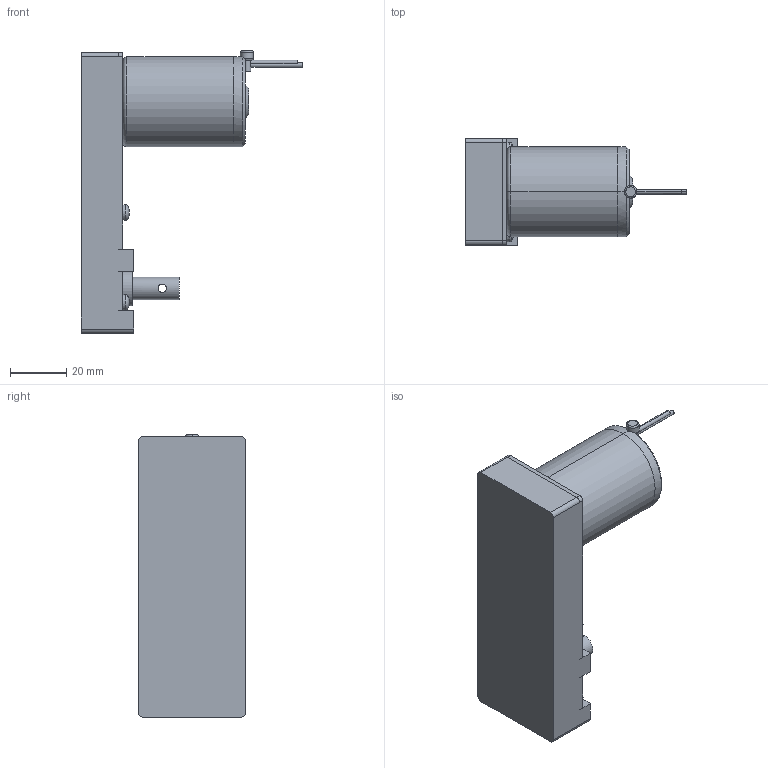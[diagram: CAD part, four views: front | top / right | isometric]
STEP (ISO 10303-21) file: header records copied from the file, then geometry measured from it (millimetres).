
FILE_DESCRIPTION(('starvars output'),'2;1');
FILE_NAME('33bl.stp','14:20:26 2014/09/10',( 'Thomas Industrial Network Germany GmbH'),( 'Thomas Industrial Network Germany GmbH'),'unknown preprocess','ACIS' ,'unknown authorization');
FILE_SCHEMA(('AUTOMOTIVE_DESIGN_CC2 {UNKNOWN IMPLEMENTATION LEVEL}'));
Length unit declared in the file: millimetre
Products named in the file (1): PRODUCT_ID_37
Bounding box: 79 x 38 x 100.64 mm (x, y, z)
Volume: 93525.2 mm3; surface area: 17968 mm2
Topology: 1 solids, 4 shells, 216 faces, 516 edges, 318 vertices
Faces by surface type: plane 100, cylinder 52, cone 42, torus 14, bspline 8
Entity records: 7648 total; most frequent: CARTESIAN_POINT 1524, ORIENTED_EDGE 1004, DIRECTION 732, EDGE_CURVE 502, VERTEX_POINT 318, AXIS2_PLACEMENT_3D 249, EDGE_LOOP 242, FACE_BOUND 242
